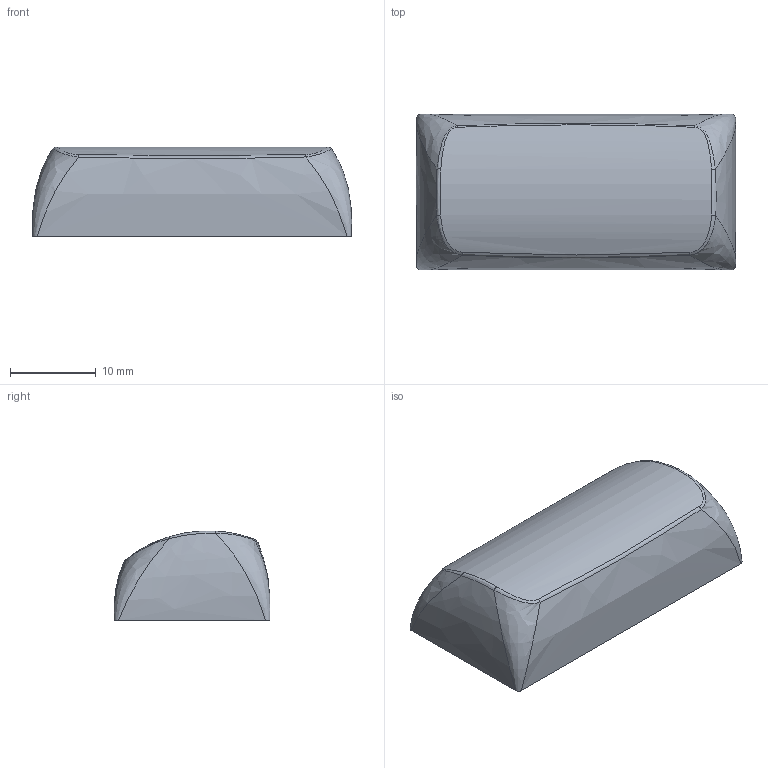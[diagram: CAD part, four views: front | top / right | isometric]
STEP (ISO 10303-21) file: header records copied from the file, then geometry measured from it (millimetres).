
FILE_DESCRIPTION(('Open CASCADE Model'),'2;1');
FILE_NAME('Open CASCADE Shape Model','2023-04-19T23:51:10',('Author'),( 'Open CASCADE'),'Open CASCADE STEP processor 7.7','Open CASCADE 7.7' ,'Unknown');
FILE_SCHEMA(('AUTOMOTIVE_DESIGN { 1 0 10303 214 1 1 1 1 }'));
Length unit declared in the file: millimetre
Products named in the file (1): Open CASCADE STEP translator 7.7 181
Bounding box: 37.3 x 18.22 x 10.51 mm (x, y, z)
Volume: 3731.7 mm3; surface area: 3069.9 mm2
Topology: 1 solids, 1 shells, 141 faces, 368 edges, 232 vertices
Faces by surface type: plane 117, bspline 20, cylinder 4
Full cylindrical faces by diameter (mm): 5.5 x3
Entity records: 12266 total; most frequent: CARTESIAN_POINT 5466, DIRECTION 1086, LINE 755, VECTOR 755, ORIENTED_EDGE 734, PCURVE 734, DEFINITIONAL_REPRESENTATION 734, EDGE_CURVE 367
